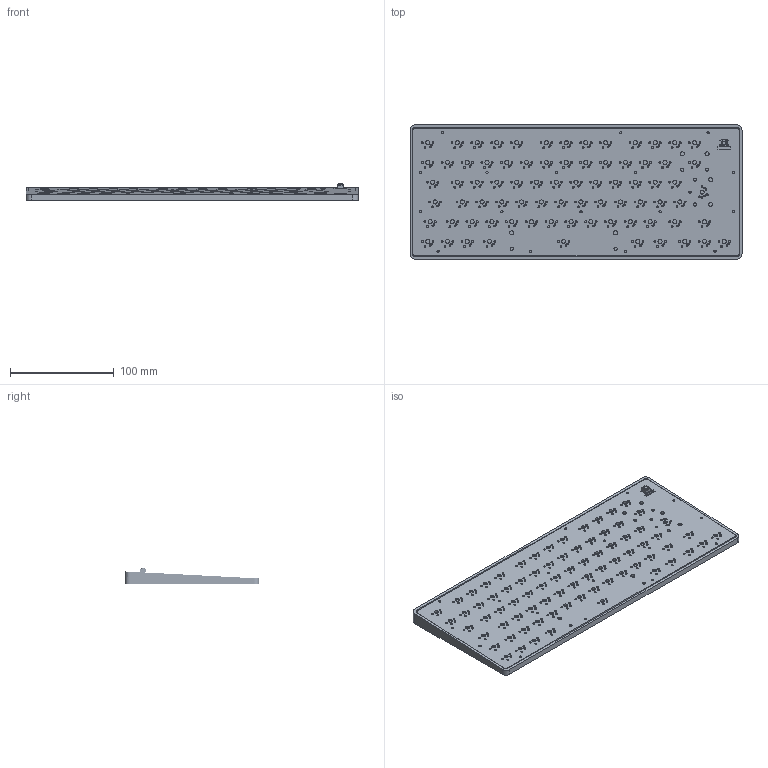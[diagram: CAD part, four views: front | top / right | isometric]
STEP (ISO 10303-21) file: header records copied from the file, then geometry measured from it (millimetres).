
FILE_DESCRIPTION(/* description */ (''),/* implementation_level */ '2;1');
FILE_NAME(/* name */ 'hephaestus-case.step',/* time_stamp */ '2024-08-01T22:40:54+02:00',/* author */ (''),/* organization */ (''),/* preprocessor_version */ 'ST-DEVELOPER v20',/* originating_system */ 'Autodesk Translation Framework v13.14.0.145',/* authorisation */ '');
FILE_SCHEMA (('AUTOMOTIVE_DESIGN { 1 0 10303 214 3 1 1 }'));
Products named in the file (13): hephaestus-case; keyboard 1; SW_SPST_PTS645; SW_SPST_PTS645_1; Hirose_FH12-40S-0.5SH_1x40-1MP_P0.50mm_Horizontal; Hirose_FH12_xxS_0_5SH_Parametric_v0_1; Molex_PicoBlade_53261-0271_1x02-1MP_P1.25mm_Horizontal; Molex_53261_0271; 505066-1222; 5050661222; _autosave-keyboard_PCB; magic-keyboard-motherboard; magic-keyboard-battery
Assembly tree (12 placements, depth 4):
  hephaestus-case
    keyboard 1
      SW_SPST_PTS645
        SW_SPST_PTS645_1
      Hirose_FH12-40S-0.5SH_1x40-1MP_P0.50mm_Horizontal
        Hirose_FH12_xxS_0_5SH_Parametric_v0_1
      Molex_PicoBlade_53261-0271_1x02-1MP_P1.25mm_Horizontal
        Molex_53261_0271
      505066-1222
        5050661222
      _autosave-keyboard_PCB
    magic-keyboard-motherboard
    magic-keyboard-battery
Bounding box: 319.8 x 129.3 x 15.81 mm (x, y, z)
Volume: 188600 mm3; surface area: 194310.3 mm2
Topology: 12 solids, 12 shells, 2097 faces, 5867 edges, 3892 vertices
Faces by surface type: plane 1261, cylinder 831, bspline 4, cone 1
Full cylindrical faces by diameter (mm): 0.6 x4, 1.47 x158, 1.5 x2, 1.702 x2, 1.75 x154, 2 x2, 2.2 x20, 2.6 x2, 3.048 x6, 3.2 x18, 3.5 x1, 3.988 x84, 5 x2, 6.1 x1, 6.2 x17
Entity records: 70465 total; most frequent: CARTESIAN_POINT 12129, DIRECTION 11796, ORIENTED_EDGE 11734, EDGE_CURVE 5867, LINE 4174, VECTOR 4174, VERTEX_POINT 3892, AXIS2_PLACEMENT_3D 3811
